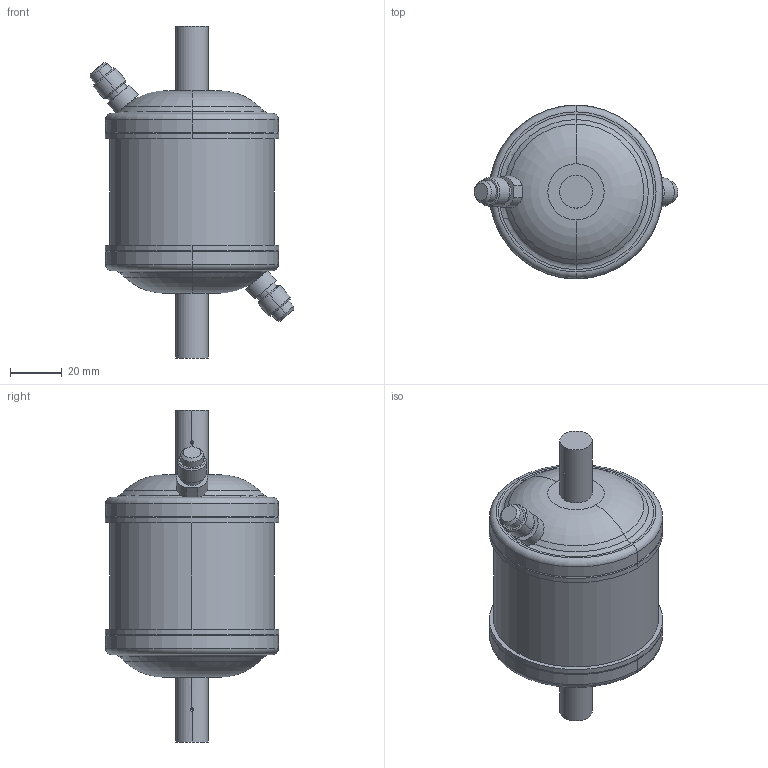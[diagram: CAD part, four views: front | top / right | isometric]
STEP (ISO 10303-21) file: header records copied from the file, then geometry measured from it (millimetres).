
FILE_DESCRIPTION (( 'STEP AP203' ), '1' );
FILE_NAME ('023Z1002R - DAS 053sVV.STEP', '2023-06-09T05:40:13', ( '' ), ( '' ), 'SwSTEP 2.0', 'SolidWorks 2020', '' );
FILE_SCHEMA (( 'CONFIG_CONTROL_DESIGN' ));
Length unit declared in the file: millimetre
Products named in the file (1): 023Z1002R - DAS 053sVV
Bounding box: 78.52 x 67 x 128 mm (x, y, z)
Volume: 237497.7 mm3; surface area: 23813.3 mm2
Topology: 1 solids, 1 shells, 96 faces, 216 edges, 134 vertices
Faces by surface type: cylinder 36, plane 22, cone 18, torus 16, sphere 4
Entity records: 2947 total; most frequent: CARTESIAN_POINT 661, DIRECTION 506, ORIENTED_EDGE 432, AXIS2_PLACEMENT_3D 221, EDGE_CURVE 216, VERTEX_POINT 134, CIRCLE 124, EDGE_LOOP 112
